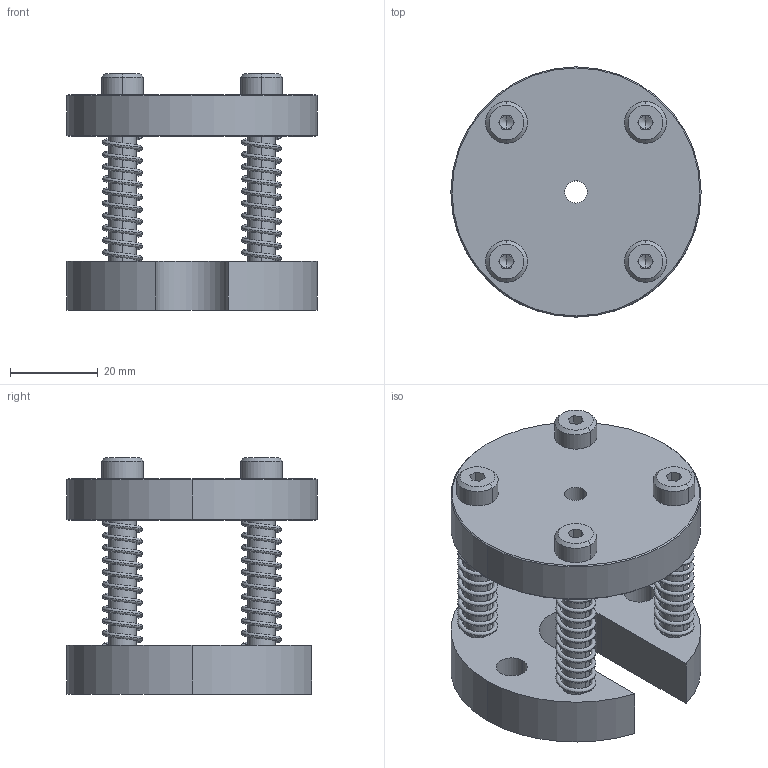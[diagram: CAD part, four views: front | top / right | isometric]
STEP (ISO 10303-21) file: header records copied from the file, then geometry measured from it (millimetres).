
FILE_DESCRIPTION (( 'STEP AP214' ), '1' );
FILE_NAME ('CTSC-034013 (CI33-34, CO32 SPRING MOUNT).STEP', '2025-07-01T18:52:38', ( '' ), ( '' ), 'SwSTEP 2.0', 'SolidWorks 2023', '' );
FILE_SCHEMA (( 'AUTOMOTIVE_DESIGN' ));
Length unit declared in the file: inch
Products named in the file (5): HDW-005548 (.25 X 1.5 SHSS)_SHSSCREW 0.25x1.5-N; MACH-004236 (HOLDER - CI33-34,CO32); HDW-005404 (LEE SPRING  LC-042E-12); MACH-005522 (PLATE - CI33-34,CO32); CTSC-034013 (CI33-34, CO32 SPRING MOUNT)
Assembly tree (10 placements, depth 2):
  CTSC-034013 (CI33-34, CO32 SPRING MOUNT)
    MACH-005522 (PLATE - CI33-34,CO32)
    MACH-004236 (HOLDER - CI33-34,CO32)
    HDW-005548 (.25 X 1.5 SHSS)_SHSSCREW 0.25x1.5-N  x4
    HDW-005404 (LEE SPRING  LC-042E-12)  x4
Bounding box: 57.15 x 57.15 x 54 mm (x, y, z)
Volume: 50694.1 mm3; surface area: 23165.7 mm2
Topology: 10 solids, 10 shells, 222 faces, 474 edges, 276 vertices
Faces by surface type: plane 86, cylinder 68, cone 44, torus 16, bspline 8
Entity records: 7442 total; most frequent: CARTESIAN_POINT 5034, DIRECTION 474, ORIENTED_EDGE 380, AXIS2_PLACEMENT_3D 195, EDGE_CURVE 190, VERTEX_POINT 117, EDGE_LOOP 109, CIRCLE 100
